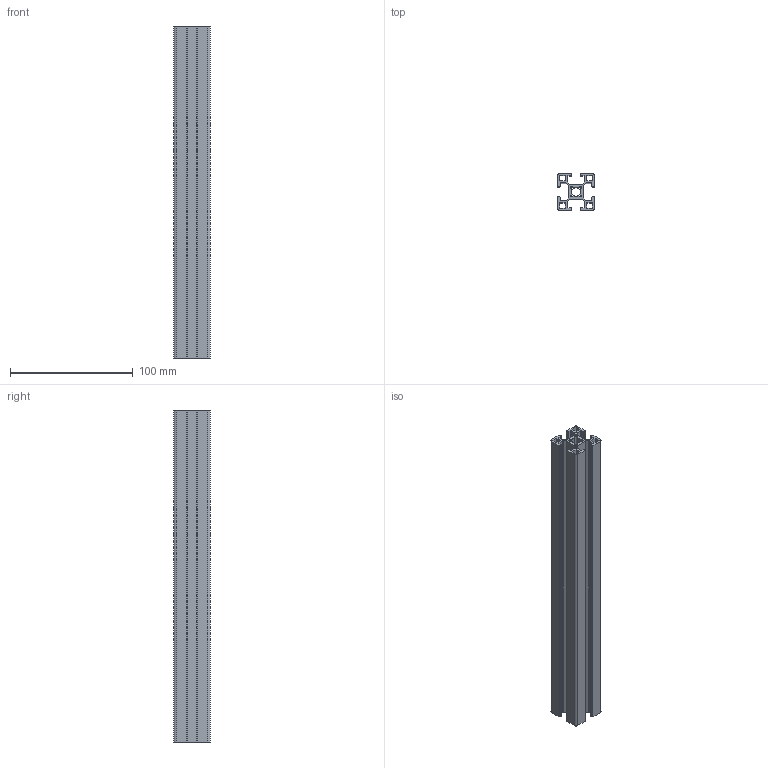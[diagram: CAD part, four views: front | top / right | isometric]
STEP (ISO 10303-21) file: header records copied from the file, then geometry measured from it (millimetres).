
FILE_DESCRIPTION(/* description */ ('STEP AP203'),/* implementation_level */ '2;1');
FILE_NAME(/* name */ '30x30_270_000.step',/* time_stamp */ '2025-07-03T14:11:55+02:00',/* author */ (''),/* organization */ (''),/* preprocessor_version */ 'ST-DEVELOPER v20.1',/* originating_system */ 'Autodesk Translation Framework v14.10.0.0',/* authorisation */ '');
FILE_SCHEMA (('AUTOMOTIVE_DESIGN { 1 0 10303 214 3 1 1 }'));
Length unit declared in the file: millimetre
Products named in the file (1): B Profile 30 x 30 
Bounding box: 30 x 30 x 270 mm (x, y, z)
Volume: 84096.8 mm3; surface area: 91154.7 mm2
Topology: 1 solids, 1 shells, 122 faces, 360 edges, 240 vertices
Faces by surface type: plane 70, cylinder 52
Entity records: 4141 total; most frequent: CARTESIAN_POINT 723, ORIENTED_EDGE 720, DIRECTION 710, EDGE_CURVE 360, LINE 256, VECTOR 256, VERTEX_POINT 240, AXIS2_PLACEMENT_3D 227
